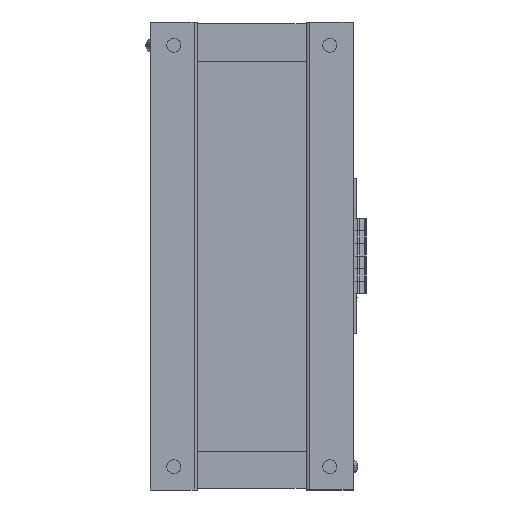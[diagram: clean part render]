
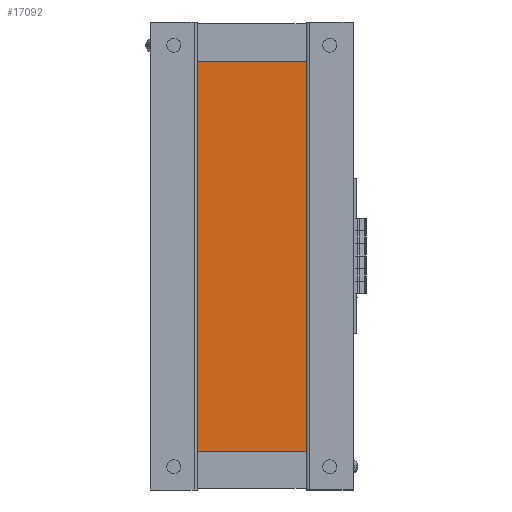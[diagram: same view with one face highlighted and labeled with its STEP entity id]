
A CAD part, front view. The second image highlights one B-rep face of the part: STEP entity #17092.
In plain terms, the highlighted planar face has unit normal (0, -1, 0).
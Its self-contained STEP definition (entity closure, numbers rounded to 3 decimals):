
#1806=FACE_OUTER_BOUND('',#2709,.T.);
#2709=EDGE_LOOP('',(#11534,#11535,#11536,#11537));
#3689=LINE('',#24978,#5521);
#3690=LINE('',#24981,#5522);
#3691=LINE('',#24983,#5523);
#3692=LINE('',#24984,#5524);
#5521=VECTOR('',#19959,10.);
#5522=VECTOR('',#19962,10.);
#5523=VECTOR('',#19963,10.);
#5524=VECTOR('',#19964,10.);
#7348=VERTEX_POINT('',#24971);
#7351=VERTEX_POINT('',#24976);
#7352=VERTEX_POINT('',#24980);
#7353=VERTEX_POINT('',#24982);
#9010=EDGE_CURVE('',#7348,#7351,#3689,.T.);
#9011=EDGE_CURVE('',#7352,#7348,#3690,.T.);
#9012=EDGE_CURVE('',#7353,#7351,#3691,.T.);
#9013=EDGE_CURVE('',#7352,#7353,#3692,.T.);
#11534=ORIENTED_EDGE('',*,*,#9011,.T.);
#11535=ORIENTED_EDGE('',*,*,#9010,.T.);
#11536=ORIENTED_EDGE('',*,*,#9012,.F.);
#11537=ORIENTED_EDGE('',*,*,#9013,.F.);
#16501=PLANE('',#18305);
#17092=ADVANCED_FACE('',(#1806),#16501,.T.);
#18305=AXIS2_PLACEMENT_3D('',#24979,#19960,#19961);
#19959=DIRECTION('',(1.,0.,0.));
#19960=DIRECTION('center_axis',(0.,-1.,0.));
#19961=DIRECTION('ref_axis',(0.,0.,-1.));
#19962=DIRECTION('',(0.,0.,-1.));
#19963=DIRECTION('',(0.,0.,-1.));
#19964=DIRECTION('',(1.,0.,0.));
#24971=CARTESIAN_POINT('',(0.,0.,0.));
#24976=CARTESIAN_POINT('',(70.,0.,0.));
#24978=CARTESIAN_POINT('',(0.,0.,0.));
#24979=CARTESIAN_POINT('Origin',(0.,0.,250.));
#24980=CARTESIAN_POINT('',(0.,0.,250.));
#24981=CARTESIAN_POINT('',(0.,0.,250.));
#24982=CARTESIAN_POINT('',(70.,0.,250.));
#24983=CARTESIAN_POINT('',(70.,0.,250.));
#24984=CARTESIAN_POINT('',(0.,0.,250.));
